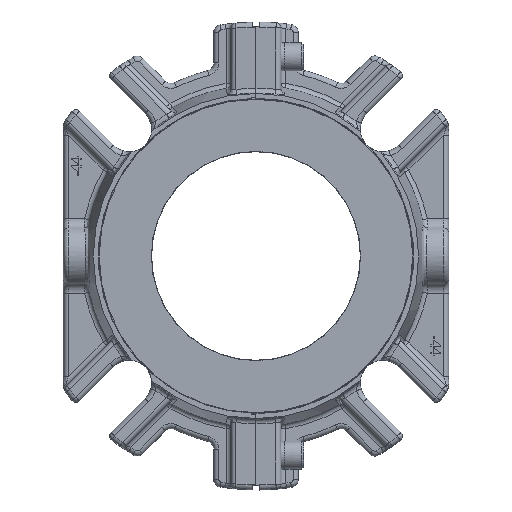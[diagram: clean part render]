
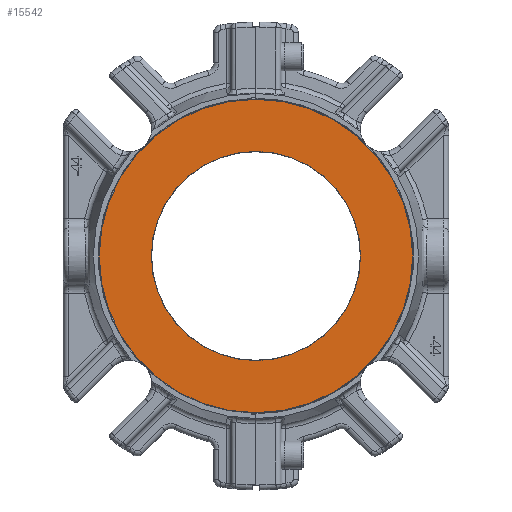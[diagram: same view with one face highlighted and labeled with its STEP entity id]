
A CAD part, front view. The second image highlights one B-rep face of the part: STEP entity #15542.
In plain terms, the highlighted planar face has unit normal (0, -1, 0).
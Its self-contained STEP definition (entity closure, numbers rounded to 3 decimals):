
#835=CIRCLE('',#16548,66.675);
#885=CIRCLE('',#16675,99.912);
#3121=ORIENTED_EDGE('',*,*,#7821,.T.);
#3122=ORIENTED_EDGE('',*,*,#7940,.T.);
#7821=EDGE_CURVE('',#10284,#10284,#835,.F.);
#7940=EDGE_CURVE('',#10365,#10365,#885,.T.);
#10284=VERTEX_POINT('',#24693);
#10365=VERTEX_POINT('',#25173);
#13144=EDGE_LOOP('',(#3121));
#13145=EDGE_LOOP('',(#3122));
#14228=FACE_BOUND('',#13144,.T.);
#14229=FACE_BOUND('',#13145,.T.);
#15218=PLANE('',#16679);
#15542=ADVANCED_FACE('',(#14228,#14229),#15218,.T.);
#16548=AXIS2_PLACEMENT_3D('',#24692,#18865,#18866);
#16675=AXIS2_PLACEMENT_3D('',#25172,#19135,#19136);
#16679=AXIS2_PLACEMENT_3D('',#25188,#19143,#19144);
#18865=DIRECTION('',(0.,-1.,0.));
#18866=DIRECTION('',(1.,0.,0.));
#19135=DIRECTION('',(0.,-1.,0.));
#19136=DIRECTION('',(0.,0.,-1.));
#19143=DIRECTION('',(0.,-1.,0.));
#19144=DIRECTION('',(0.,0.,-1.));
#24692=CARTESIAN_POINT('',(0.,-3.047,0.));
#24693=CARTESIAN_POINT('',(66.675,-3.047,0.));
#25172=CARTESIAN_POINT('',(0.003,-3.047,0.));
#25173=CARTESIAN_POINT('',(0.003,-3.047,-99.912));
#25188=CARTESIAN_POINT('',(0.003,-3.047,-87.225));
